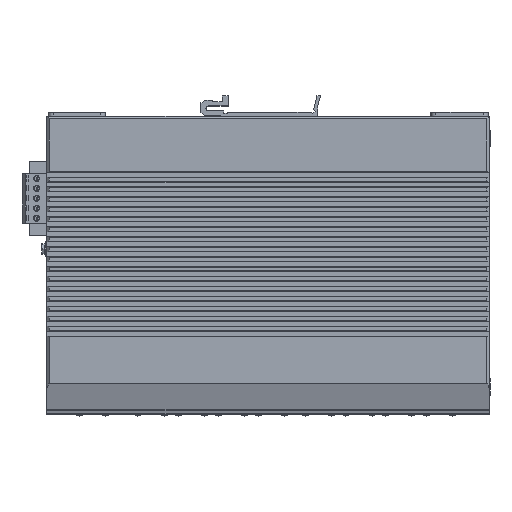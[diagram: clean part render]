
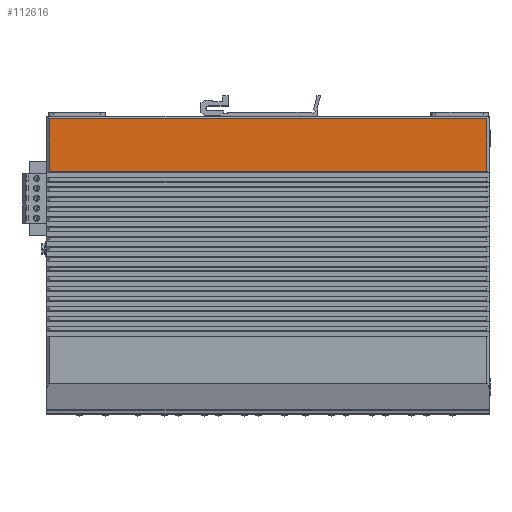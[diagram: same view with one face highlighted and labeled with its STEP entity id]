
A CAD part, top view. The second image highlights one B-rep face of the part: STEP entity #112616.
In plain terms, the highlighted planar face has unit normal (0, 0, 1).
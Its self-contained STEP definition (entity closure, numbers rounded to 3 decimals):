
#106100=DIRECTION('',(0.,1.,0.));
#106101=VECTOR('',#106100,21.3);
#106102=CARTESIAN_POINT('',(14593.819,3948.301,
56.568));
#106103=LINE('',#106102,#106101);
#106119=DIRECTION('',(-1.,0.,0.));
#106120=VECTOR('',#106119,176.);
#106121=CARTESIAN_POINT('',(14769.819,3948.301,
56.568));
#106122=LINE('',#106121,#106120);
#106128=CARTESIAN_POINT('',(14769.819,3948.301,
56.568));
#106134=DIRECTION('',(0.,-1.,0.));
#106135=VECTOR('',#106134,21.3);
#106136=CARTESIAN_POINT('',(14769.819,3969.601,
56.568));
#106137=LINE('',#106136,#106135);
#108093=DIRECTION('',(-1.,0.,0.));
#108094=VECTOR('',#108093,176.);
#108095=CARTESIAN_POINT('',(14769.819,3969.601,
56.568));
#108096=LINE('',#108095,#108094);
#108659=VERTEX_POINT('',#106128);
#108687=CARTESIAN_POINT('',(14769.819,3969.601,
56.568));
#108688=VERTEX_POINT('',#108687);
#108740=CARTESIAN_POINT('',(14593.819,3948.301,
56.568));
#108741=VERTEX_POINT('',#108740);
#108782=CARTESIAN_POINT('',(14593.819,3969.601,
56.568));
#108783=VERTEX_POINT('',#108782);
#112605=CARTESIAN_POINT('',(14770.819,3969.601,
56.568));
#112606=DIRECTION('',(0.,0.,1.));
#112607=DIRECTION('',(-1.,0.,0.));
#112608=AXIS2_PLACEMENT_3D('',#112605,#112606,#112607);
#112609=PLANE('',#112608);
#112610=ORIENTED_EDGE('',*,*,#110058,.T.);
#112611=ORIENTED_EDGE('',*,*,#110042,.T.);
#112612=ORIENTED_EDGE('',*,*,#110024,.T.);
#112613=ORIENTED_EDGE('',*,*,#112598,.F.);
#112614=EDGE_LOOP('',(#112610,#112611,#112612,#112613));
#112615=FACE_OUTER_BOUND('',#112614,.F.);
#110024=EDGE_CURVE('',#108741,#108783,#106103,.T.);
#110042=EDGE_CURVE('',#108659,#108741,#106122,.T.);
#110058=EDGE_CURVE('',#108688,#108659,#106137,.T.);
#112598=EDGE_CURVE('',#108688,#108783,#108096,.T.);
#112616=ADVANCED_FACE('',(#112615),#112609,.T.);
